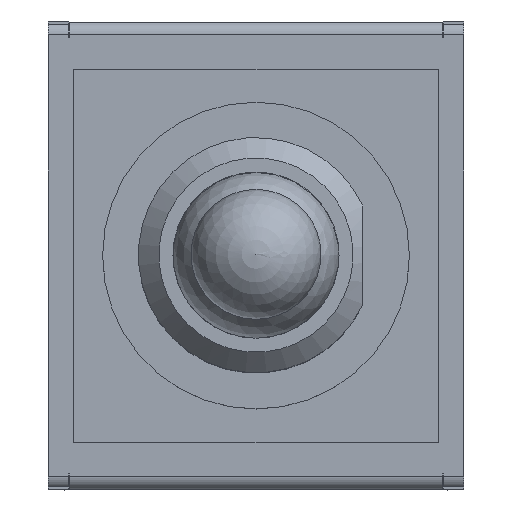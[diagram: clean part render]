
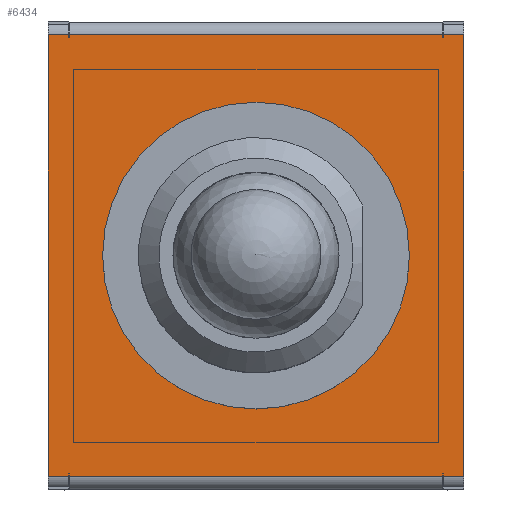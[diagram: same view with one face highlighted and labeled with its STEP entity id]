
A CAD part, top view. The second image highlights one B-rep face of the part: STEP entity #6434.
In plain terms, the highlighted planar face has unit normal (0, 0, 1).
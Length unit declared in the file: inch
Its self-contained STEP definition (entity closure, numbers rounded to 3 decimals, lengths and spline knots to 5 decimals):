
#5192=CARTESIAN_POINT('',(0.11811,0.,0.29252));
#5193=VERTEX_POINT('',#5192);
#5194=CARTESIAN_POINT('',(0.,0.,0.29252));
#5195=DIRECTION('',(0.0,0.0,-1.0));
#5196=DIRECTION('',(-1.0,0.0,0.0));
#5197=AXIS2_PLACEMENT_3D('',#5194,#5195,#5196);
#5198=CIRCLE('',#5197,0.11811);
#5199=EDGE_CURVE('',#5193,#5193,#5198,.T.);
#6365=CARTESIAN_POINT('',(-0.16004,0.17008,0.29252));
#6366=VERTEX_POINT('',#6365);
#6374=CARTESIAN_POINT('',(0.16004,0.17008,0.29252));
#6375=VERTEX_POINT('',#6374);
#6376=CARTESIAN_POINT('',(-0.16004,0.17008,0.29252));
#6377=DIRECTION('',(1.0,0.0,0.0));
#6378=VECTOR('',#6377,0.32008);
#6379=LINE('',#6376,#6378);
#6380=EDGE_CURVE('',#6366,#6375,#6379,.T.);
#6401=CARTESIAN_POINT('',(-0.17604,-0.18709,0.29252));
#6402=DIRECTION('',(0.0,0.0,1.0));
#6403=DIRECTION('',(1.0,0.0,0.0));
#6404=AXIS2_PLACEMENT_3D('',#6401,#6402,#6403);
#6405=PLANE('',#6404);
#6406=ORIENTED_EDGE('',*,*,#6380,.F.);
#6407=CARTESIAN_POINT('',(-0.16004,-0.17008,0.29252));
#6408=VERTEX_POINT('',#6407);
#6409=CARTESIAN_POINT('',(-0.16004,-0.17008,0.29252));
#6410=DIRECTION('',(0.0,1.0,0.0));
#6411=VECTOR('',#6410,0.34016);
#6412=LINE('',#6409,#6411);
#6413=EDGE_CURVE('',#6408,#6366,#6412,.T.);
#6414=ORIENTED_EDGE('',*,*,#6413,.F.);
#6415=CARTESIAN_POINT('',(0.16004,-0.17008,0.29252));
#6416=VERTEX_POINT('',#6415);
#6417=CARTESIAN_POINT('',(0.16004,-0.17008,0.29252));
#6418=DIRECTION('',(-1.0,0.0,0.0));
#6419=VECTOR('',#6418,0.32008);
#6420=LINE('',#6417,#6419);
#6421=EDGE_CURVE('',#6416,#6408,#6420,.T.);
#6422=ORIENTED_EDGE('',*,*,#6421,.F.);
#6423=CARTESIAN_POINT('',(0.16004,0.17008,0.29252));
#6424=DIRECTION('',(0.0,-1.0,0.0));
#6425=VECTOR('',#6424,0.34016);
#6426=LINE('',#6423,#6425);
#6427=EDGE_CURVE('',#6375,#6416,#6426,.T.);
#6428=ORIENTED_EDGE('',*,*,#6427,.F.);
#6429=EDGE_LOOP('',(#6406,#6414,#6422,#6428));
#6430=FACE_OUTER_BOUND('',#6429,.T.);
#6431=ORIENTED_EDGE('',*,*,#5199,.T.);
#6432=EDGE_LOOP('',(#6431));
#6433=FACE_BOUND('',#6432,.T.);
#6434=ADVANCED_FACE('',(#6430,#6433),#6405,.T.);
